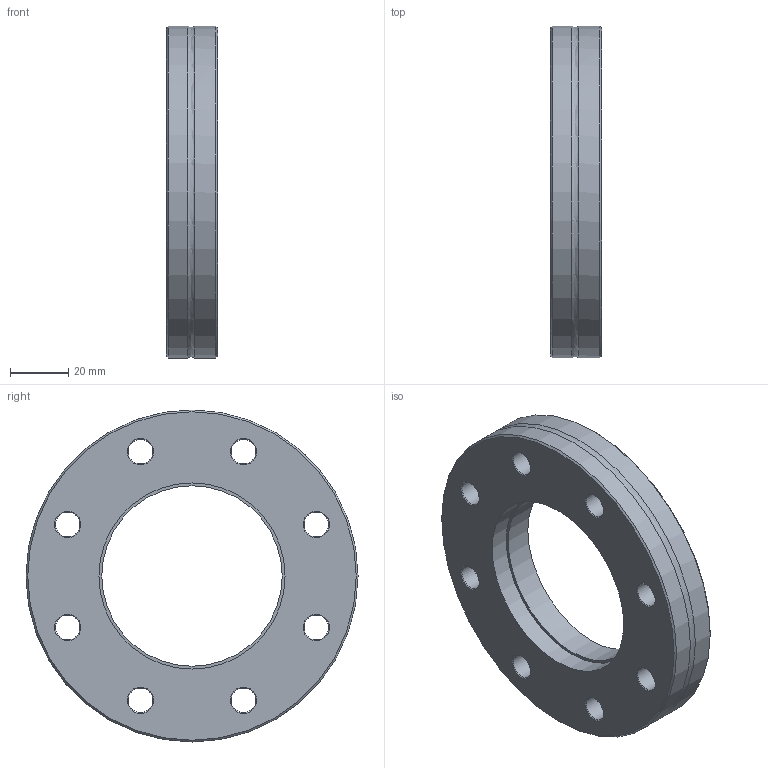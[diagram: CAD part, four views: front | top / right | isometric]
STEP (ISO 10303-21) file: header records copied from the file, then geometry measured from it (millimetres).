
FILE_DESCRIPTION (( 'STEP AP214' ), '1' );
FILE_NAME ('BS1CF6363.75FULLVAC.STEP', '2024-10-28T15:49:38', ( '' ), ( '' ), 'SwSTEP 2.0', 'SolidWorks 2017', '' );
FILE_SCHEMA (( 'AUTOMOTIVE_DESIGN' ));
Length unit declared in the file: millimetre
Products named in the file (1): BS1CF6363.75FULLVAC
Bounding box: 17.5 x 113.7 x 113.7 mm (x, y, z)
Volume: 112118.3 mm3; surface area: 27120.3 mm2
Topology: 1 solids, 2 shells, 47 faces, 118 edges, 75 vertices
Faces by surface type: cone 23, cylinder 14, plane 5, bspline 3, torus 2
Full cylindrical faces by diameter (mm): 8.4 x8, 61.8 x1, 63.75 x1, 70.3 x1, 113.7 x2
Entity records: 1734 total; most frequent: CARTESIAN_POINT 787, DIRECTION 198, ORIENTED_EDGE 124, EDGE_LOOP 106, AXIS2_PLACEMENT_3D 98, FACE_OUTER_BOUND 65, EDGE_CURVE 62, VERTEX_POINT 58
